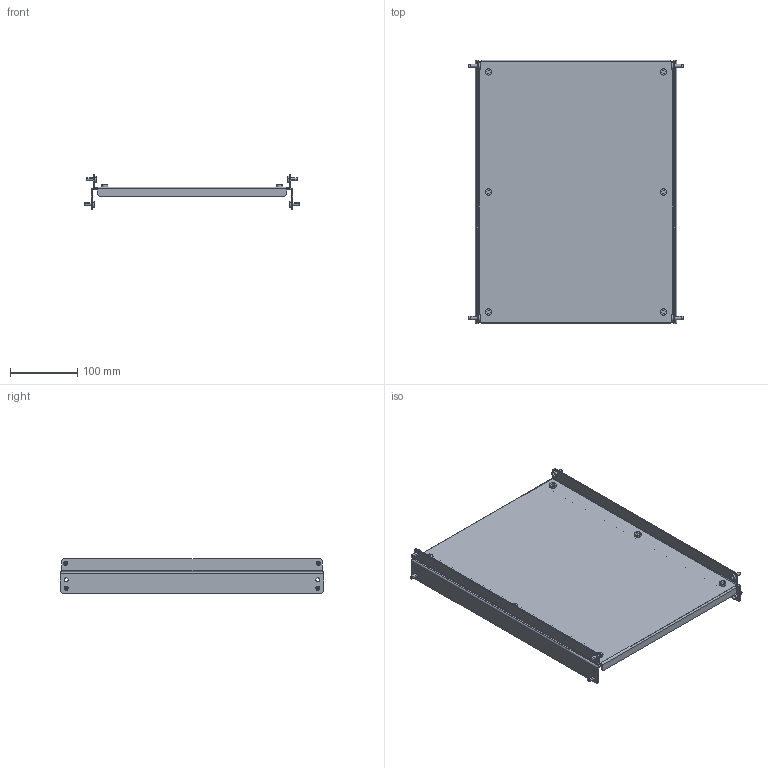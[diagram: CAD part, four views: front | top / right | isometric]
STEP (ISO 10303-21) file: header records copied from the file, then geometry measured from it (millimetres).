
FILE_DESCRIPTION (( 'STEP AP203' ), '1' );
FILE_NAME ('Ïàíåëü ìîíòàæíàÿ ñåêöèîííàÿ Â400 Ø400 EKF AleSta.STEP', '2025-10-03T10:29:27', ( '' ), ( '' ), 'SwSTEP 2.0', 'SolidWorks 2021', '' );
FILE_SCHEMA (( 'CONFIG_CONTROL_DESIGN' ));
Length unit declared in the file: millimetre
Products named in the file (4): MA1.700.060003.01.01 Ìîíòàæíàÿ ïàíåëü Â300 Ø600 ãëóõàÿ EKF AleSta_‚400˜400; MA1.700.000030.01.02 Óãîëîê äëÿ ìîíòàæíîé ïàíåëè Â300_‚400; Ïàíåëü ìîíòàæíàÿ ñåêöèîííàÿ Â400 Ø400 EKF AleSta; Âèíò_ðåçüáîâûäàâëèâàþùèé_Ì5õ12_DIN 7500E_Œ5å12
Assembly tree (17 placements, depth 2):
  Ïàíåëü ìîíòàæíàÿ ñåêöèîííàÿ Â400 Ø400 EKF AleSta
    MA1.700.060003.01.01 Ìîíòàæíàÿ ïàíåëü Â300 Ø600 ãëóõàÿ EKF AleSta_‚400˜400
    Âèíò_ðåçüáîâûäàâëèâàþùèé_Ì5õ12_DIN 7500E_Œ5å12  x14
    MA1.700.000030.01.02 Óãîëîê äëÿ ìîíòàæíîé ïàíåëè Â300_‚400  x2
Bounding box: 321 x 392 x 51.5 mm (x, y, z)
Volume: 273319.3 mm3; surface area: 369015.7 mm2
Topology: 17 solids, 17 shells, 384 faces, 890 edges, 568 vertices
Faces by surface type: plane 234, cylinder 122, cone 28
Entity records: 5102 total; most frequent: DIRECTION 784, CARTESIAN_POINT 736, ORIENTED_EDGE 708, EDGE_CURVE 354, AXIS2_PLACEMENT_3D 270, LINE 244, VECTOR 244, VERTEX_POINT 222
